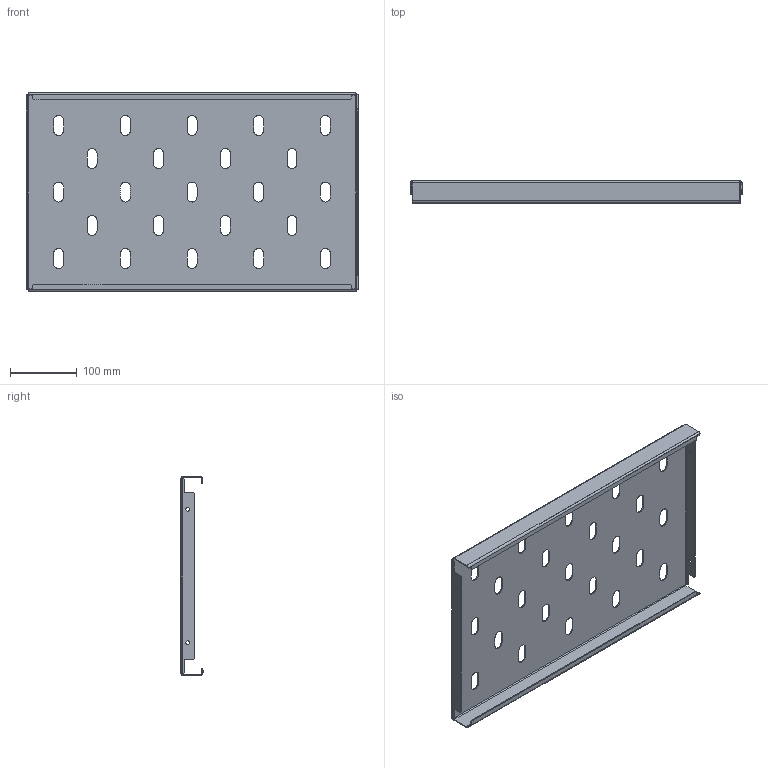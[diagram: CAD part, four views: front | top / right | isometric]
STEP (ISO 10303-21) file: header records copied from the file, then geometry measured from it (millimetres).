
FILE_DESCRIPTION (( 'STEP AP214' ), '1' );
FILE_NAME ('945.164.STEP', '2024-10-04T07:01:59', ( '' ), ( '' ), 'SwSTEP 2.0', 'SolidWorks 2021', '' );
FILE_SCHEMA (( 'AUTOMOTIVE_DESIGN' ));
Length unit declared in the file: millimetre
Products named in the file (1): 945.164
Bounding box: 498 x 33 x 298 mm (x, y, z)
Volume: 277947.3 mm3; surface area: 376051.5 mm2
Topology: 1 solids, 1 shells, 209 faces, 581 edges, 374 vertices
Faces by surface type: cylinder 113, plane 96
Entity records: 6895 total; most frequent: DIRECTION 1219, CARTESIAN_POINT 1213, ORIENTED_EDGE 1162, EDGE_CURVE 581, AXIS2_PLACEMENT_3D 436, VERTEX_POINT 374, LINE 347, VECTOR 347
